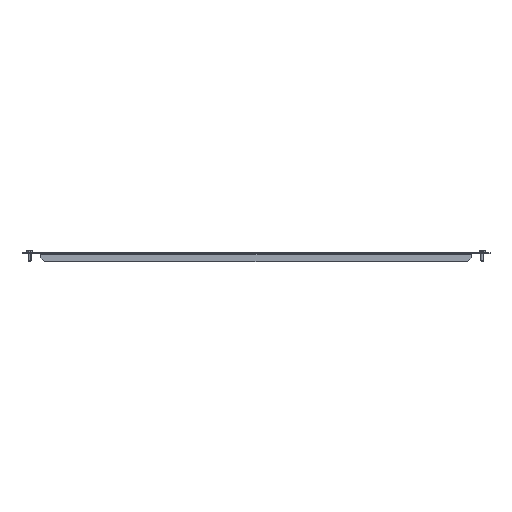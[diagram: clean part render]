
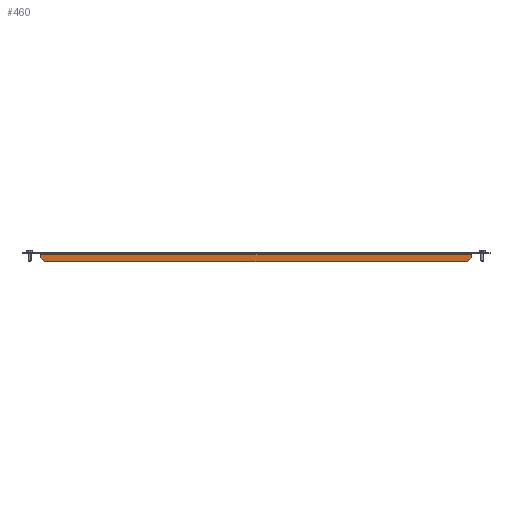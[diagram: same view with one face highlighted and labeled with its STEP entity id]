
A CAD part, front view. The second image highlights one B-rep face of the part: STEP entity #460.
In plain terms, the highlighted planar face has unit normal (0, -1, 0).
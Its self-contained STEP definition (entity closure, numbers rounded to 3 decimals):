
#91 = DIRECTION ( 'NONE',  ( 1., 0., 0. ) ) ;
#330 = ORIENTED_EDGE ( 'NONE', *, *, #3172, .T. ) ;
#365 = DIRECTION ( 'NONE',  ( 0., 0., 1. ) ) ;
#441 = CARTESIAN_POINT ( 'NONE',  ( 276., -10., -2.8 ) ) ;
#453 = CARTESIAN_POINT ( 'NONE',  ( 0., -10., 0. ) ) ;
#460 = ADVANCED_FACE ( 'NONE', ( #2453 ), #2128, .F. ) ;
#556 = VERTEX_POINT ( 'NONE', #1122 ) ;
#674 = EDGE_LOOP ( 'NONE', ( #1003, #1712, #2599, #3170, #3228, #330 ) ) ;
#723 = VECTOR ( 'NONE', #3316, 1000. ) ;
#738 = EDGE_CURVE ( 'NONE', #2724, #2393, #2044, .T. ) ;
#758 = CARTESIAN_POINT ( 'NONE',  ( 276., -10., -2.8 ) ) ;
#864 = CARTESIAN_POINT ( 'NONE',  ( -276., -10., 0. ) ) ;
#957 = CARTESIAN_POINT ( 'NONE',  ( 0., -10., -12. ) ) ;
#1003 = ORIENTED_EDGE ( 'NONE', *, *, #738, .T. ) ;
#1122 = CARTESIAN_POINT ( 'NONE',  ( -276., -10., -7. ) ) ;
#1215 = VECTOR ( 'NONE', #365, 1000. ) ;
#1282 = DIRECTION ( 'NONE',  ( 1., 0., 0. ) ) ;
#1386 = DIRECTION ( 'NONE',  ( 0.707, 0., 0.707 ) ) ;
#1485 = VERTEX_POINT ( 'NONE', #758 ) ;
#1697 = CARTESIAN_POINT ( 'NONE',  ( -276., -10., -2.8 ) ) ;
#1712 = ORIENTED_EDGE ( 'NONE', *, *, #2852, .T. ) ;
#1801 = VECTOR ( 'NONE', #2263, 1000. ) ;
#1850 = VECTOR ( 'NONE', #1386, 1000. ) ;
#1968 = CARTESIAN_POINT ( 'NONE',  ( -271., -10., -12. ) ) ;
#2044 = LINE ( 'NONE', #957, #3468 ) ;
#2063 = CARTESIAN_POINT ( 'NONE',  ( 276., -10., -7. ) ) ;
#2128 = PLANE ( 'NONE',  #3410 ) ;
#2263 = DIRECTION ( 'NONE',  ( 0.707, 0., -0.707 ) ) ;
#2312 = CARTESIAN_POINT ( 'NONE',  ( 276., -10., 0. ) ) ;
#2320 = VECTOR ( 'NONE', #1282, 1000. ) ;
#2393 = VERTEX_POINT ( 'NONE', #3502 ) ;
#2453 = FACE_OUTER_BOUND ( 'NONE', #674, .T. ) ;
#2455 = VERTEX_POINT ( 'NONE', #1697 ) ;
#2532 = EDGE_CURVE ( 'NONE', #2455, #556, #3596, .T. ) ;
#2570 = LINE ( 'NONE', #1968, #1801 ) ;
#2599 = ORIENTED_EDGE ( 'NONE', *, *, #3233, .T. ) ;
#2697 = EDGE_CURVE ( 'NONE', #2455, #1485, #3434, .T. ) ;
#2724 = VERTEX_POINT ( 'NONE', #3205 ) ;
#2751 = DIRECTION ( 'NONE',  ( 0., 0., 1. ) ) ;
#2771 = LINE ( 'NONE', #3255, #1850 ) ;
#2852 = EDGE_CURVE ( 'NONE', #2393, #3250, #2771, .T. ) ;
#3166 = LINE ( 'NONE', #2312, #1215 ) ;
#3170 = ORIENTED_EDGE ( 'NONE', *, *, #2697, .F. ) ;
#3172 = EDGE_CURVE ( 'NONE', #556, #2724, #2570, .T. ) ;
#3205 = CARTESIAN_POINT ( 'NONE',  ( -271., -10., -12. ) ) ;
#3228 = ORIENTED_EDGE ( 'NONE', *, *, #2532, .T. ) ;
#3233 = EDGE_CURVE ( 'NONE', #3250, #1485, #3166, .T. ) ;
#3250 = VERTEX_POINT ( 'NONE', #2063 ) ;
#3255 = CARTESIAN_POINT ( 'NONE',  ( 276., -10., -7. ) ) ;
#3316 = DIRECTION ( 'NONE',  ( 0., 0., -1. ) ) ;
#3410 = AXIS2_PLACEMENT_3D ( 'NONE', #453, #3560, #2751 ) ;
#3434 = LINE ( 'NONE', #441, #2320 ) ;
#3468 = VECTOR ( 'NONE', #91, 1000. ) ;
#3502 = CARTESIAN_POINT ( 'NONE',  ( 271., -10., -12. ) ) ;
#3560 = DIRECTION ( 'NONE',  ( 0., 1., 0. ) ) ;
#3596 = LINE ( 'NONE', #864, #723 ) ;
